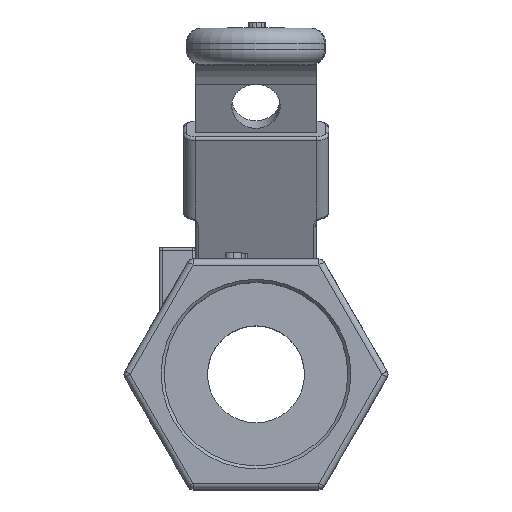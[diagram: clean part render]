
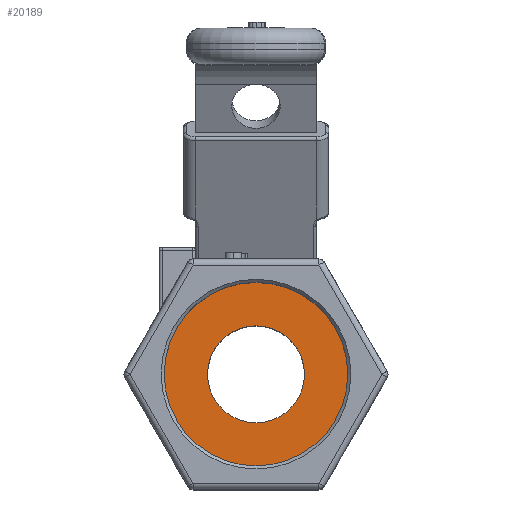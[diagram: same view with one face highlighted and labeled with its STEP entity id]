
A CAD part, top view. The second image highlights one B-rep face of the part: STEP entity #20189.
In plain terms, the highlighted planar face has unit normal (0, 0, 1).
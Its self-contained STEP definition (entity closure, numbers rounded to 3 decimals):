
#4948=PLANE('',#21074);
#5087=FACE_BOUND('',#7213,.T.);
#6050=FACE_OUTER_BOUND('',#7212,.T.);
#7212=EDGE_LOOP('',(#17193));
#7213=EDGE_LOOP('',(#17194));
#7590=CIRCLE('',#21075,15.146);
#7591=CIRCLE('',#21076,8.);
#9376=VERTEX_POINT('',#38097);
#9377=VERTEX_POINT('',#38099);
#12069=EDGE_CURVE('',#9376,#9376,#7590,.T.);
#12070=EDGE_CURVE('',#9377,#9377,#7591,.T.);
#17193=ORIENTED_EDGE('',*,*,#12069,.T.);
#17194=ORIENTED_EDGE('',*,*,#12070,.T.);
#20189=ADVANCED_FACE('',(#6050,#5087),#4948,.T.);
#21074=AXIS2_PLACEMENT_3D('',#38096,#24200,#24201);
#21075=AXIS2_PLACEMENT_3D('',#38098,#24202,#24203);
#21076=AXIS2_PLACEMENT_3D('',#38100,#24204,#24205);
#24200=DIRECTION('center_axis',(0.,0.,1.));
#24201=DIRECTION('ref_axis',(1.,0.,0.));
#24202=DIRECTION('center_axis',(0.,0.,1.));
#24203=DIRECTION('ref_axis',(1.,0.,0.));
#24204=DIRECTION('center_axis',(0.,0.,-1.));
#24205=DIRECTION('ref_axis',(1.,0.,0.));
#38096=CARTESIAN_POINT('Origin',(0.,0.,15.5));
#38097=CARTESIAN_POINT('',(15.146,0.,15.5));
#38098=CARTESIAN_POINT('Origin',(0.,0.,15.5));
#38099=CARTESIAN_POINT('',(8.,0.,15.5));
#38100=CARTESIAN_POINT('Origin',(0.,0.,15.5));
